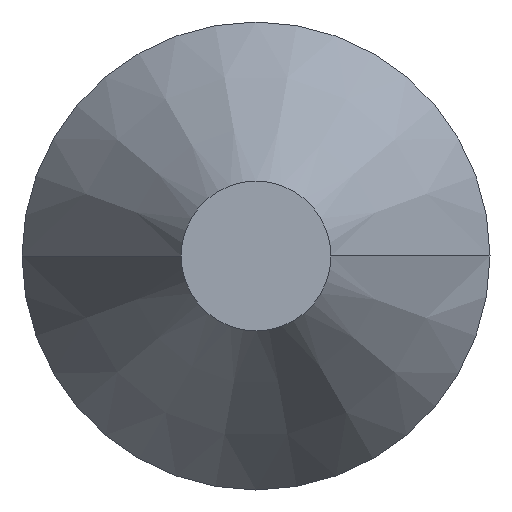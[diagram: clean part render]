
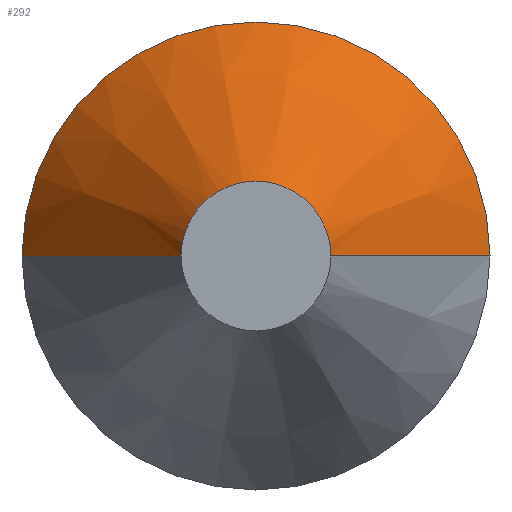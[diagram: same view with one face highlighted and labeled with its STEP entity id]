
A CAD part, front view. The second image highlights one B-rep face of the part: STEP entity #292.
In plain terms, the highlighted conical face has half-angle 30 degrees and reference radius 0.508 mm.
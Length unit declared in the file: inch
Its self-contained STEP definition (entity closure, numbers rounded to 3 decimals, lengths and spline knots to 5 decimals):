
#12 = CARTESIAN_POINT ( 'NONE',  ( 0., 0., 0. ) ) ;
#20 = DIRECTION ( 'NONE',  ( 1., 0., 0. ) ) ;
#25 = AXIS2_PLACEMENT_3D ( 'NONE', #308, #226, #20 ) ;
#29 = CARTESIAN_POINT ( 'NONE',  ( -0.02, 0., 0. ) ) ;
#31 = CARTESIAN_POINT ( 'NONE',  ( 0.0625, 0.07361, 0. ) ) ;
#43 = EDGE_CURVE ( 'NONE', #158, #224, #209, .T. ) ;
#55 = CARTESIAN_POINT ( 'NONE',  ( -0.02, 0., 0. ) ) ;
#67 = DIRECTION ( 'NONE',  ( 0., -1., 0. ) ) ;
#78 = FACE_OUTER_BOUND ( 'NONE', #200, .T. ) ;
#81 = AXIS2_PLACEMENT_3D ( 'NONE', #289, #67, #105 ) ;
#85 = VERTEX_POINT ( 'NONE', #55 ) ;
#89 = EDGE_CURVE ( 'NONE', #85, #113, #102, .T. ) ;
#102 = LINE ( 'NONE', #29, #233 ) ;
#103 = DIRECTION ( 'NONE',  ( 0.5, 0.866, 0. ) ) ;
#105 = DIRECTION ( 'NONE',  ( 1., 0., 0. ) ) ;
#113 = VERTEX_POINT ( 'NONE', #217 ) ;
#120 = CARTESIAN_POINT ( 'NONE',  ( 0.02, 0., 0. ) ) ;
#137 = CONICAL_SURFACE ( 'NONE', #307, 0.02, 0.524 ) ;
#155 = ORIENTED_EDGE ( 'NONE', *, *, #43, .T. ) ;
#158 = VERTEX_POINT ( 'NONE', #196 ) ;
#163 = EDGE_CURVE ( 'NONE', #224, #113, #260, .T. ) ;
#177 = ORIENTED_EDGE ( 'NONE', *, *, #163, .T. ) ;
#187 = VECTOR ( 'NONE', #103, 39.37008 ) ;
#189 = DIRECTION ( 'NONE',  ( -0.5, 0.866, 0. ) ) ;
#190 = EDGE_CURVE ( 'NONE', #158, #85, #248, .T. ) ;
#196 = CARTESIAN_POINT ( 'NONE',  ( 0.02, 0., 0. ) ) ;
#200 = EDGE_LOOP ( 'NONE', ( #247, #155, #177, #302 ) ) ;
#205 = DIRECTION ( 'NONE',  ( 0., 1., 0. ) ) ;
#209 = LINE ( 'NONE', #120, #187 ) ;
#217 = CARTESIAN_POINT ( 'NONE',  ( -0.0625, 0.07361, 0. ) ) ;
#224 = VERTEX_POINT ( 'NONE', #31 ) ;
#226 = DIRECTION ( 'NONE',  ( 0., -1., 0. ) ) ;
#233 = VECTOR ( 'NONE', #189, 39.37008 ) ;
#240 = DIRECTION ( 'NONE',  ( -1., 0., 0. ) ) ;
#247 = ORIENTED_EDGE ( 'NONE', *, *, #190, .F. ) ;
#248 = CIRCLE ( 'NONE', #25, 0.02 ) ;
#260 = CIRCLE ( 'NONE', #81, 0.0625 ) ;
#289 = CARTESIAN_POINT ( 'NONE',  ( 0., 0.07361, 0. ) ) ;
#292 = ADVANCED_FACE ( 'NONE', ( #78 ), #137, .T. ) ;
#302 = ORIENTED_EDGE ( 'NONE', *, *, #89, .F. ) ;
#307 = AXIS2_PLACEMENT_3D ( 'NONE', #12, #205, #240 ) ;
#308 = CARTESIAN_POINT ( 'NONE',  ( 0., 0., 0. ) ) ;
